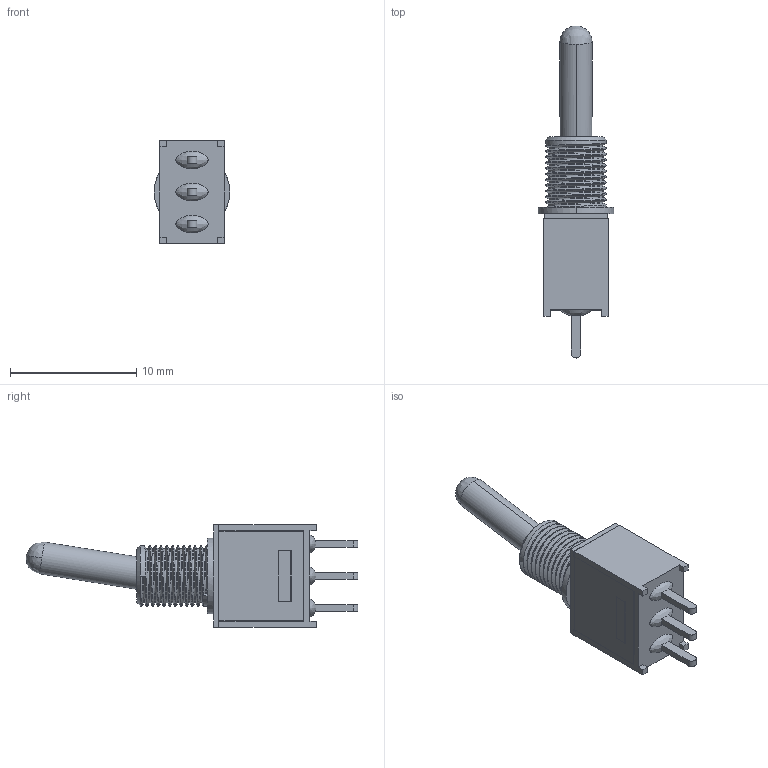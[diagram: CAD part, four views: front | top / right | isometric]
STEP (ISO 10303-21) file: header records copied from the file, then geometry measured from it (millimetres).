
FILE_DESCRIPTION (( 'STEP AP214' ), '1' );
FILE_NAME ('toggle_switch_2ms1t1b3m2qes.STEP', '2024-10-09T09:23:22', ( '' ), ( '' ), 'SwSTEP 2.0', 'SolidWorks 2024', '' );
FILE_SCHEMA (( 'AUTOMOTIVE_DESIGN' ));
Length unit declared in the file: millimetre
Products named in the file (1): toggle_switch_2ms1t1b3m2qes
Bounding box: 6 x 26.29 x 8.13 mm (x, y, z)
Volume: 467.5 mm3; surface area: 534.4 mm2
Topology: 1 solids, 1 shells, 170 faces, 469 edges, 309 vertices
Faces by surface type: plane 84, cylinder 43, bspline 42, cone 1
Entity records: 17021 total; most frequent: CARTESIAN_POINT 12240, ORIENTED_EDGE 930, DIRECTION 574, EDGE_CURVE 465, VERTEX_POINT 309, LINE 250, VECTOR 250, EDGE_LOOP 182
